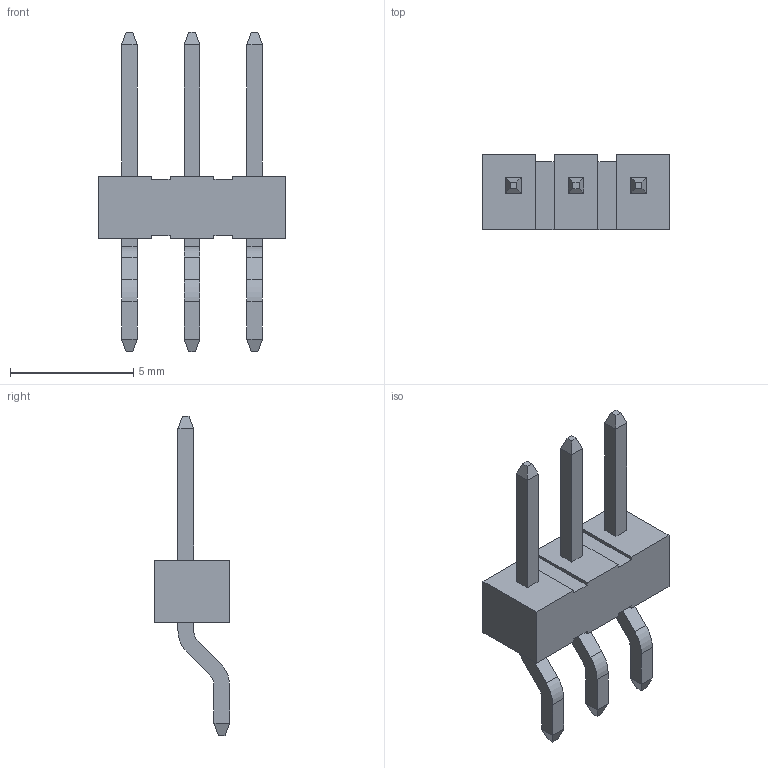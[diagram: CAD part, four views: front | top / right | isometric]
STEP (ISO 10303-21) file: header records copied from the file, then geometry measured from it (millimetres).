
FILE_DESCRIPTION(/* description */ ('STEP AP214'),/* implementation_level */ '2;1');
FILE_NAME(/* name */ 'TSM-103-01-L-SH-TR',/* time_stamp */ '2023-11-13T16:31:57+01:00',/* author */ ('License CC BY-ND 4.0'),/* organization */ ('CADENAS'),/* preprocessor_version */ 'ST-DEVELOPER v19.3',/* originating_system */ 'PARTsolutions',/* authorisation */ ' ');
FILE_SCHEMA (('AUTOMOTIVE_DESIGN {1 0 10303 214 3 1 1}'));
Length unit declared in the file: inch
Products named in the file (3): TSM-103-01-L-SH-TR; T-1S6-08(-01-3-SH); TSM-103-01-SH_body
Assembly tree (2 placements, depth 2):
  TSM-103-01-L-SH-TR
    T-1S6-08(-01-3-SH)
    TSM-103-01-SH_body
Bounding box: 7.62 x 3.05 x 12.95 mm (x, y, z)
Volume: 70.1 mm3; surface area: 228.8 mm2
Topology: 2 solids, 2 shells, 104 faces, 276 edges, 176 vertices
Faces by surface type: plane 92, cylinder 12
Entity records: 3242 total; most frequent: CARTESIAN_POINT 559, ORIENTED_EDGE 552, DIRECTION 514, EDGE_CURVE 276, LINE 252, VECTOR 252, VERTEX_POINT 176, AXIS2_PLACEMENT_3D 131
